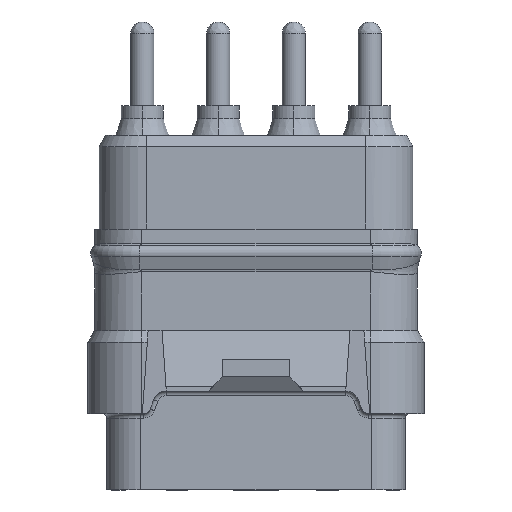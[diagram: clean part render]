
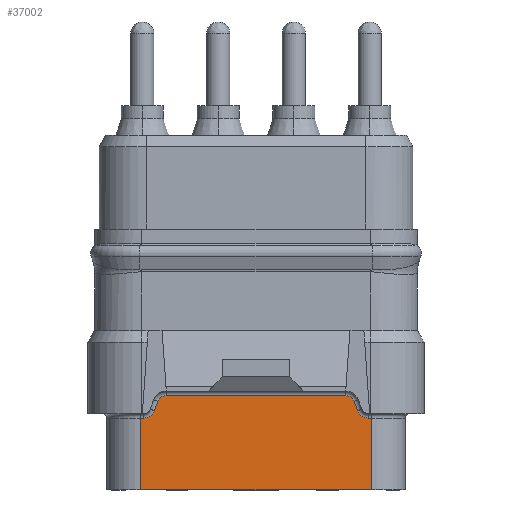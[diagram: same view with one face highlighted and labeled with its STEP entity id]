
A CAD part, front view. The second image highlights one B-rep face of the part: STEP entity #37002.
In plain terms, the highlighted planar face has unit normal (0, -1, 0).
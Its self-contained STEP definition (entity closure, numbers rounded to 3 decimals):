
#1699=DIRECTION('',(-1.,0.,0.));
#1700=VECTOR('',#1699,10.3);
#1701=CARTESIAN_POINT('',(5.15,-11.652,-4.4));
#1702=LINE('',#1701,#1700);
#3268=DIRECTION('',(0.,0.,-1.));
#3269=VECTOR('',#3268,3.2);
#3270=CARTESIAN_POINT('',(-5.15,-11.652,-1.2));
#3271=LINE('',#3270,#3269);
#3333=CARTESIAN_POINT('',(-5.,-11.652,-0.7));
#3334=DIRECTION('',(0.,1.,0.));
#3335=DIRECTION('',(0.935,0.,-0.354));
#3336=AXIS2_PLACEMENT_3D('',#3333,#3334,#3335);
#3347=DIRECTION('',(-0.354,0.,-0.935));
#3348=VECTOR('',#3347,0.447);
#3349=CARTESIAN_POINT('',(-4.374,-11.652,
-0.459));
#3350=LINE('',#3349,#3348);
#3369=CARTESIAN_POINT('',(-4.,-11.652,-0.6));
#3370=DIRECTION('',(0.,-1.,0.));
#3371=DIRECTION('',(0.,0.,1.));
#3372=AXIS2_PLACEMENT_3D('',#3369,#3370,#3371);
#3379=DIRECTION('',(-1.,0.,0.));
#3380=VECTOR('',#3379,8.);
#3381=CARTESIAN_POINT('',(4.,-11.652,-0.2));
#3382=LINE('',#3381,#3380);
#3393=CARTESIAN_POINT('',(4.,-11.652,-0.6));
#3394=DIRECTION('',(0.,-1.,0.));
#3395=DIRECTION('',(0.935,0.,0.354));
#3396=AXIS2_PLACEMENT_3D('',#3393,#3394,#3395);
#3407=DIRECTION('',(-0.354,0.,0.935));
#3408=VECTOR('',#3407,0.447);
#3409=CARTESIAN_POINT('',(4.532,-11.652,
-0.877));
#3410=LINE('',#3409,#3408);
#3429=CARTESIAN_POINT('',(5.,-11.652,-0.7));
#3430=DIRECTION('',(0.,1.,0.));
#3431=DIRECTION('',(0.,0.,-1.));
#3432=AXIS2_PLACEMENT_3D('',#3429,#3430,#3431);
#3443=DIRECTION('',(-1.,0.,0.));
#3444=VECTOR('',#3443,0.15);
#3445=CARTESIAN_POINT('',(5.15,-11.652,-1.2));
#3446=LINE('',#3445,#3444);
#3483=DIRECTION('',(0.,0.,-1.));
#3484=VECTOR('',#3483,3.2);
#3485=CARTESIAN_POINT('',(5.15,-11.652,-1.2));
#3486=LINE('',#3485,#3484);
#3496=DIRECTION('',(-1.,0.,0.));
#3497=VECTOR('',#3496,0.15);
#3498=CARTESIAN_POINT('',(-5.,-11.652,-1.2));
#3499=LINE('',#3498,#3497);
#26305=CARTESIAN_POINT('',(-5.15,-11.652,-4.4));
#26307=VERTEX_POINT('',#26305);
#26319=CARTESIAN_POINT('',(5.15,-11.652,-4.4));
#26320=VERTEX_POINT('',#26319);
#26393=CARTESIAN_POINT('',(-5.15,-11.652,-1.2));
#26394=VERTEX_POINT('',#26393);
#26397=CARTESIAN_POINT('',(-5.,-11.652,-1.2));
#26398=VERTEX_POINT('',#26397);
#26401=CARTESIAN_POINT('',(-4.532,-11.652,
-0.877));
#26402=VERTEX_POINT('',#26401);
#26405=CARTESIAN_POINT('',(-4.374,-11.652,
-0.459));
#26406=VERTEX_POINT('',#26405);
#26407=CARTESIAN_POINT('',(-4.,-11.652,-0.2));
#26408=VERTEX_POINT('',#26407);
#26409=CARTESIAN_POINT('',(4.,-11.652,-0.2));
#26410=VERTEX_POINT('',#26409);
#26411=CARTESIAN_POINT('',(4.374,-11.652,
-0.459));
#26412=VERTEX_POINT('',#26411);
#26417=CARTESIAN_POINT('',(4.532,-11.652,
-0.877));
#26418=VERTEX_POINT('',#26417);
#26421=CARTESIAN_POINT('',(5.,-11.652,-1.2));
#26422=VERTEX_POINT('',#26421);
#26425=CARTESIAN_POINT('',(5.15,-11.652,-1.2));
#26426=VERTEX_POINT('',#26425);
#36982=CARTESIAN_POINT('',(5.15,-11.652,-1.));
#36983=DIRECTION('',(0.,-1.,0.));
#36984=DIRECTION('',(-1.,0.,0.));
#36985=AXIS2_PLACEMENT_3D('',#36982,#36983,#36984);
#36986=PLANE('',#36985);
#36988=ORIENTED_EDGE('',*,*,#36987,.F.);
#36989=ORIENTED_EDGE('',*,*,#36770,.F.);
#36990=ORIENTED_EDGE('',*,*,#36786,.F.);
#36991=ORIENTED_EDGE('',*,*,#36826,.F.);
#36992=ORIENTED_EDGE('',*,*,#36840,.F.);
#36993=ORIENTED_EDGE('',*,*,#36854,.F.);
#36994=ORIENTED_EDGE('',*,*,#36869,.F.);
#36995=ORIENTED_EDGE('',*,*,#36909,.F.);
#36996=ORIENTED_EDGE('',*,*,#36923,.F.);
#36997=ORIENTED_EDGE('',*,*,#36977,.T.);
#36998=ORIENTED_EDGE('',*,*,#35870,.T.);
#36999=ORIENTED_EDGE('',*,*,#36690,.F.);
#37000=EDGE_LOOP('',(#36988,#36989,#36990,#36991,#36992,#36993,#36994,#36995,
#36996,#36997,#36998,#36999));
#37001=FACE_OUTER_BOUND('',#37000,.F.);
#37002=ADVANCED_FACE('',(#37001),#36986,.T.);
#3337=CIRCLE('',#3336,0.5);
#3373=CIRCLE('',#3372,0.4);
#3397=CIRCLE('',#3396,0.4);
#3433=CIRCLE('',#3432,0.5);
#35870=EDGE_CURVE('',#26320,#26307,#1702,.T.);
#36690=EDGE_CURVE('',#26394,#26307,#3271,.T.);
#36770=EDGE_CURVE('',#26402,#26398,#3337,.T.);
#36786=EDGE_CURVE('',#26406,#26402,#3350,.T.);
#36826=EDGE_CURVE('',#26408,#26406,#3373,.T.);
#36840=EDGE_CURVE('',#26410,#26408,#3382,.T.);
#36854=EDGE_CURVE('',#26412,#26410,#3397,.T.);
#36869=EDGE_CURVE('',#26418,#26412,#3410,.T.);
#36909=EDGE_CURVE('',#26422,#26418,#3433,.T.);
#36923=EDGE_CURVE('',#26426,#26422,#3446,.T.);
#36977=EDGE_CURVE('',#26426,#26320,#3486,.T.);
#36987=EDGE_CURVE('',#26398,#26394,#3499,.T.);
